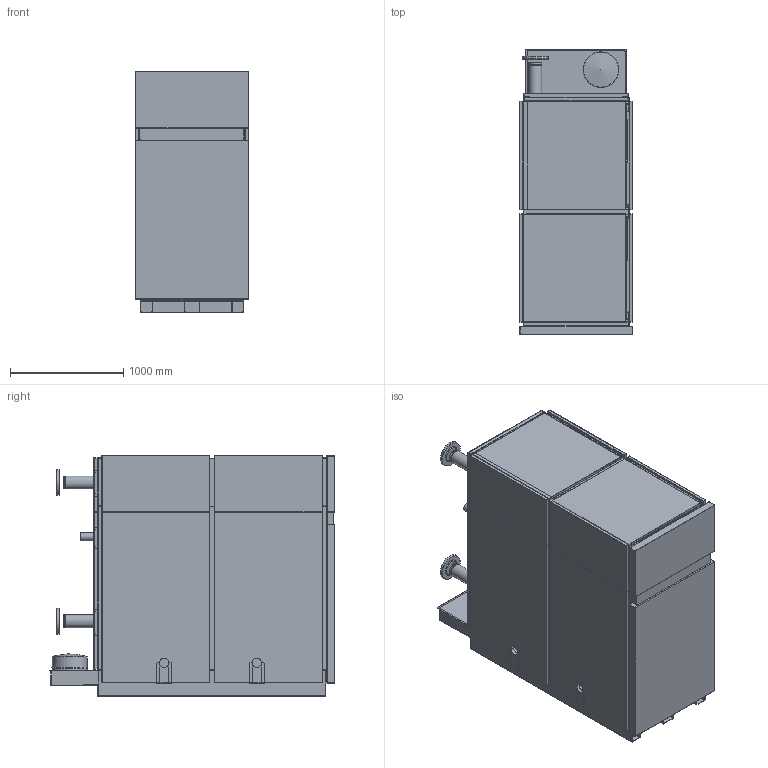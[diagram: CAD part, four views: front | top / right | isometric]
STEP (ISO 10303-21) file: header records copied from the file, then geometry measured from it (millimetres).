
FILE_DESCRIPTION(/* description */ (''),/* implementation_level */ '2;1');
FILE_NAME(/* name */ 'Vitocrossal 300 CA3B-4.0.stp',/* time_stamp */ '2021-01-11T14:01:14-05:00',/* author */ ('pfid'),/* organization */ (''),/* preprocessor_version */ 'ST-DEVELOPER v18',/* originating_system */ 'Autodesk Inventor 2020',/* authorisation */ '');
FILE_SCHEMA (('AUTOMOTIVE_DESIGN { 1 0 10303 214 3 1 1 }'));
Length unit declared in the file: inch
Products named in the file (1): Vitocrossal 300 CA3B-4.0 Installation Fittings_Substitute_1
Bounding box: 997 x 2523 x 2131 mm (x, y, z)
Surface area: 45615096 mm2 (no closed solid volume)
Topology: 0 solids, 115 shells, 961 faces, 4511 edges, 3561 vertices
Faces by surface type: plane 604, cylinder 321, torus 13, cone 10, bspline 8, sphere 5
Full cylindrical faces by diameter (mm): 73 x1, 114.3 x4, 157.2 x2, 228.6 x2, 308.8 x2
Entity records: 46549 total; most frequent: CARTESIAN_POINT 9731, DIRECTION 7627, ORIENTED_EDGE 6073, EDGE_CURVE 4510, VERTEX_POINT 3561, LINE 3207, VECTOR 3207, AXIS2_PLACEMENT_3D 2210
